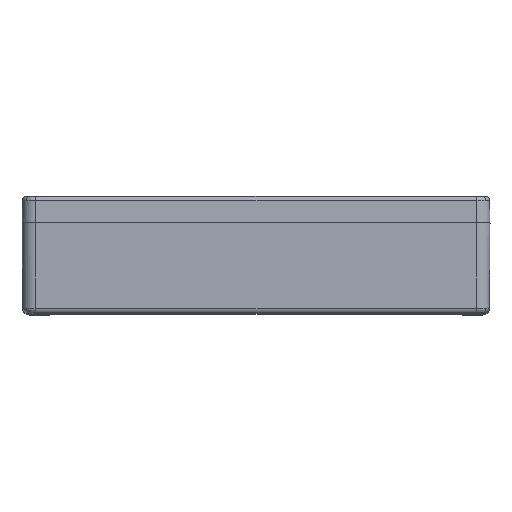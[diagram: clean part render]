
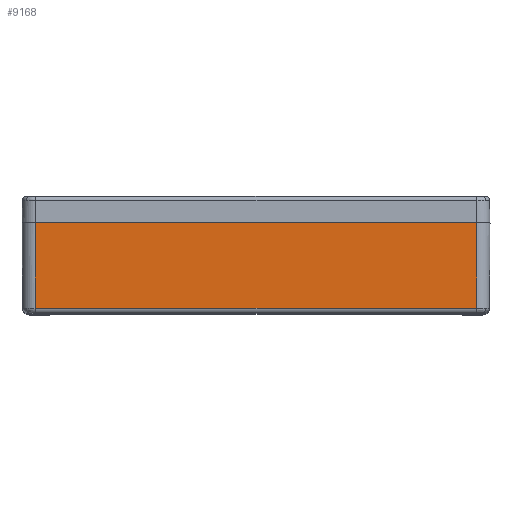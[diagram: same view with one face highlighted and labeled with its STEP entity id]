
A CAD part, top view. The second image highlights one B-rep face of the part: STEP entity #9168.
In plain terms, the highlighted planar face has unit normal (0, -0.007, 1).
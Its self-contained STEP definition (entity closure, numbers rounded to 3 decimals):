
#7750 = VERTEX_POINT ( 'NONE', #28749 ) ;
#8286 = ORIENTED_EDGE ( 'NONE', *, *, #8305, .T. ) ;
#8290 = EDGE_LOOP ( 'NONE', ( #8286, #19943, #10819, #10860 ) ) ;
#8305 = EDGE_CURVE ( 'NONE', #29567, #7750, #28826, .T. ) ;
#9168 = ADVANCED_FACE ( 'NONE', ( #28877 ), #28876, .T. ) ;
#10819 = ORIENTED_EDGE ( 'NONE', *, *, #10900, .T. ) ;
#10860 = ORIENTED_EDGE ( 'NONE', *, *, #29644, .T. ) ;
#10890 = EDGE_CURVE ( 'NONE', #7750, #30612, #28943, .T. ) ;
#10900 = EDGE_CURVE ( 'NONE', #30612, #29426, #28939, .T. ) ;
#17905 = CARTESIAN_POINT ( 'NONE',  ( 169.979, -3., 179.979 ) ) ;
#17946 = DIRECTION ( 'NONE',  ( -1., 0., 0. ) ) ;
#17947 = VECTOR ( 'NONE', #17946, 1000. ) ;
#17948 = CARTESIAN_POINT ( 'NONE',  ( -180., -3., 179.979 ) ) ;
#17949 = LINE ( 'NONE', #17948, #17947 ) ;
#17954 = CARTESIAN_POINT ( 'NONE',  ( -169.979, -3., 179.979 ) ) ;
#18452 = CARTESIAN_POINT ( 'NONE',  ( 169.518, -69.028, 179.518 ) ) ;
#19943 = ORIENTED_EDGE ( 'NONE', *, *, #10890, .T. ) ;
#28749 = CARTESIAN_POINT ( 'NONE',  ( -169.518, -69.028, 179.518 ) ) ;
#28823 = DIRECTION ( 'NONE',  ( 0.007, -1., -0.007 ) ) ;
#28824 = VECTOR ( 'NONE', #28823, 1000. ) ;
#28825 = CARTESIAN_POINT ( 'NONE',  ( -170.001, 0.07, 180. ) ) ;
#28826 = LINE ( 'NONE', #28825, #28824 ) ;
#28871 = DIRECTION ( 'NONE',  ( 0., -1., -0.007 ) ) ;
#28872 = DIRECTION ( 'NONE',  ( 0., -0.007, 1. ) ) ;
#28873 = AXIS2_PLACEMENT_3D ( 'NONE', #28875, #28872, #28871 ) ;
#28875 = CARTESIAN_POINT ( 'NONE',  ( -180., 0., 180. ) ) ;
#28876 = PLANE ( 'NONE',  #28873 ) ;
#28877 = FACE_OUTER_BOUND ( 'NONE', #8290, .T. ) ;
#28936 = DIRECTION ( 'NONE',  ( 0.007, 1., 0.007 ) ) ;
#28937 = VECTOR ( 'NONE', #28936, 1000. ) ;
#28938 = CARTESIAN_POINT ( 'NONE',  ( 169.983, -2.443, 179.983 ) ) ;
#28939 = LINE ( 'NONE', #28938, #28937 ) ;
#28940 = DIRECTION ( 'NONE',  ( 1., 0., 0. ) ) ;
#28941 = VECTOR ( 'NONE', #28940, 1000. ) ;
#28942 = CARTESIAN_POINT ( 'NONE',  ( 169.491, -69.028, 179.518 ) ) ;
#28943 = LINE ( 'NONE', #28942, #28941 ) ;
#29426 = VERTEX_POINT ( 'NONE', #17905 ) ;
#29567 = VERTEX_POINT ( 'NONE', #17954 ) ;
#29644 = EDGE_CURVE ( 'NONE', #29426, #29567, #17949, .T. ) ;
#30612 = VERTEX_POINT ( 'NONE', #18452 ) ;
